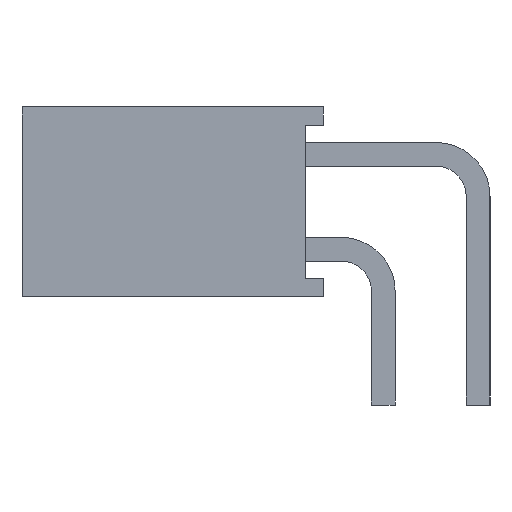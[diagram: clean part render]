
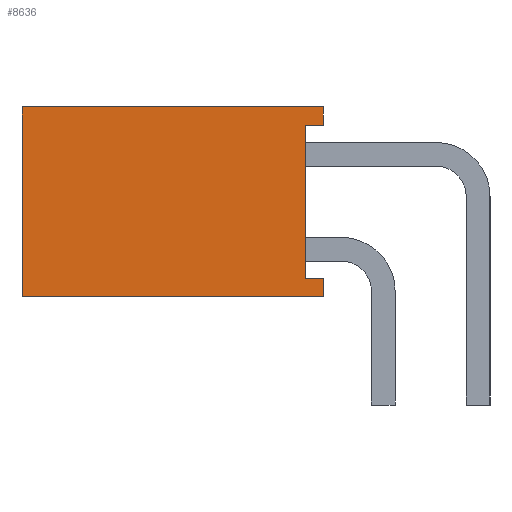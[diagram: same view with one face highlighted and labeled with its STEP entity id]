
A CAD part, left-side view. The second image highlights one B-rep face of the part: STEP entity #8636.
In plain terms, the highlighted planar face has unit normal (-1, 0, 0).
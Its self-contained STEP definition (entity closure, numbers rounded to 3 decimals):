
#7420=CARTESIAN_POINT('',(-10.15,2.27,4.));
#7421=VERTEX_POINT('',#7420);
#7428=CARTESIAN_POINT('',(-10.15,2.27,3.619));
#7429=VERTEX_POINT('',#7428);
#7430=CARTESIAN_POINT('',(-10.15,2.27,4.));
#7431=DIRECTION('',(0.0,0.0,-1.0));
#7432=VECTOR('',#7431,0.381);
#7433=LINE('',#7430,#7432);
#7434=EDGE_CURVE('',#7421,#7429,#7433,.T.);
#7681=CARTESIAN_POINT('',(-10.15,2.651,3.619));
#7682=VERTEX_POINT('',#7681);
#7683=CARTESIAN_POINT('',(-10.15,2.651,3.619));
#7684=DIRECTION('',(0.0,-1.0,0.0));
#7685=VECTOR('',#7684,0.381);
#7686=LINE('',#7683,#7685);
#7687=EDGE_CURVE('',#7682,#7429,#7686,.T.);
#8014=CARTESIAN_POINT('',(-10.15,2.27,0.));
#8015=VERTEX_POINT('',#8014);
#8022=CARTESIAN_POINT('',(-10.15,8.62,0.));
#8023=VERTEX_POINT('',#8022);
#8024=CARTESIAN_POINT('',(-10.15,8.62,0.));
#8025=DIRECTION('',(0.0,-1.0,0.0));
#8026=VECTOR('',#8025,6.35);
#8027=LINE('',#8024,#8026);
#8028=EDGE_CURVE('',#8023,#8015,#8027,.T.);
#8165=CARTESIAN_POINT('',(-10.15,2.651,0.381));
#8166=VERTEX_POINT('',#8165);
#8167=CARTESIAN_POINT('',(-10.15,2.651,0.381));
#8168=DIRECTION('',(0.0,0.0,1.0));
#8169=VECTOR('',#8168,3.238);
#8170=LINE('',#8167,#8169);
#8171=EDGE_CURVE('',#8166,#7682,#8170,.T.);
#8272=CARTESIAN_POINT('',(-10.15,2.27,0.381));
#8273=VERTEX_POINT('',#8272);
#8280=CARTESIAN_POINT('',(-10.15,2.27,0.381));
#8281=DIRECTION('',(0.0,0.0,-1.0));
#8282=VECTOR('',#8281,0.381);
#8283=LINE('',#8280,#8282);
#8284=EDGE_CURVE('',#8273,#8015,#8283,.T.);
#8450=CARTESIAN_POINT('',(-10.15,2.27,0.381));
#8451=DIRECTION('',(0.0,1.0,0.0));
#8452=VECTOR('',#8451,0.381);
#8453=LINE('',#8450,#8452);
#8454=EDGE_CURVE('',#8273,#8166,#8453,.T.);
#8609=CARTESIAN_POINT('',(-10.15,8.62,4.));
#8610=DIRECTION('',(-1.0,0.0,0.0));
#8611=DIRECTION('',(0.0,0.0,1.0));
#8612=AXIS2_PLACEMENT_3D('',#8609,#8610,#8611);
#8613=PLANE('',#8612);
#8614=ORIENTED_EDGE('',*,*,#8454,.T.);
#8615=ORIENTED_EDGE('',*,*,#8171,.T.);
#8616=ORIENTED_EDGE('',*,*,#7687,.T.);
#8617=ORIENTED_EDGE('',*,*,#7434,.F.);
#8618=CARTESIAN_POINT('',(-10.15,8.62,4.));
#8619=VERTEX_POINT('',#8618);
#8620=CARTESIAN_POINT('',(-10.15,8.62,4.));
#8621=DIRECTION('',(0.0,-1.0,0.0));
#8622=VECTOR('',#8621,6.35);
#8623=LINE('',#8620,#8622);
#8624=EDGE_CURVE('',#8619,#7421,#8623,.T.);
#8625=ORIENTED_EDGE('',*,*,#8624,.F.);
#8626=CARTESIAN_POINT('',(-10.15,8.62,4.));
#8627=DIRECTION('',(0.0,0.0,-1.0));
#8628=VECTOR('',#8627,4.0);
#8629=LINE('',#8626,#8628);
#8630=EDGE_CURVE('',#8619,#8023,#8629,.T.);
#8631=ORIENTED_EDGE('',*,*,#8630,.T.);
#8632=ORIENTED_EDGE('',*,*,#8028,.T.);
#8633=ORIENTED_EDGE('',*,*,#8284,.F.);
#8634=EDGE_LOOP('',(#8614,#8615,#8616,#8617,#8625,#8631,#8632,#8633));
#8635=FACE_OUTER_BOUND('',#8634,.T.);
#8636=ADVANCED_FACE('',(#8635),#8613,.T.);
